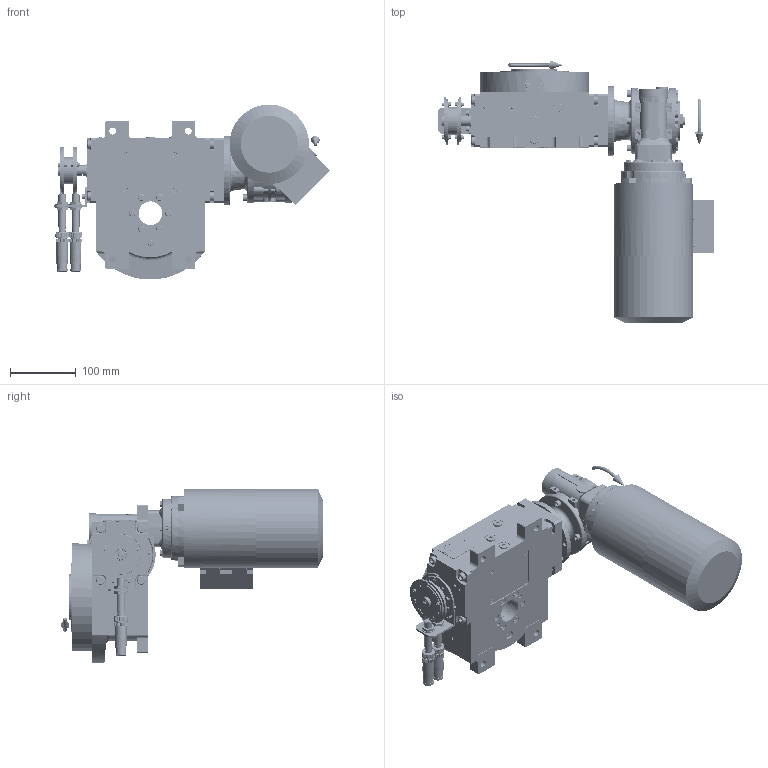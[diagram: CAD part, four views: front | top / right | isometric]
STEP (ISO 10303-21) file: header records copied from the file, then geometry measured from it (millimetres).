
FILE_DESCRIPTION (( 'STEP AP203' ), '1' );
FILE_NAME ('PC5201743.step', '2025-12-10T15:45:33', ( '' ), ( '' ), 'SwSTEP 2.0', 'SolidWorks 2020', '' );
FILE_SCHEMA (( 'CONFIG_CONTROL_DESIGN' ));
Length unit declared in the file: millimetre
Products named in the file (86): cfn2115_02_194; cfn2010_02_002; cfn2077_01_018; rig04_004_s_001; cfn2000_01_151; AS_rig04_071_10_m; rig04_005; cfn2000_01_129; cfn2003_01_063; cfn2128_04_011; PC5201743; cfn2401_02_005; cfn2070_05_001; cfn2055_01_002; cfn2476_01_001_48x38; rig04_004_s_002; cfn2155_01_007; AS_rig04_015; rig04_001_a_001; 900_00_00_005; cfn2356_03_051; cfn2000_01_147; AS_cfn2476_01_001_48x38; AS_900_38_10_028; BM63B14; rig04_014_s_005; cfn2151_01_087; cfn2400_04_024; rig04_002_bl_004; cfn2104_02_017; cfn2115_02_213; RMI40_F1_LCB_SX_63B14; cfn2115_02_182; rig04_015; cfn2000_01_184; cfn2155_01_038; AS_rig04_004_s_001; cfn2155_01_186; cfn2151_01_092; rig04_004 ...
Assembly tree (89 placements, depth 3):
  cfn2077_01_018
  PC5201743
    rig04_001_a_001
    AS_cfn2476_01_001_48x38
      cfn2476_01_001_48x38
      cfn2107_01_001
      cfn2107_01_001
    AS_rig04_071_10_m
      rig04_005
      rig04_003_10
      cfn2155_01_007
      rig06_021
      cfn2010_02_002
      cfn2000_01_185
      cfn2000_01_185
      cfn2104_02_017
      cfn2000_01_147  x8
      cfn2104_01_016  x2
    AS_rig04_014_s_005
      rig04_014_s_005
      cfn2000_01_151
      cfn2000_01_151
      cfn2000_01_151
      cfn2000_01_151
      cfn2000_01_151
      cfn2000_01_151
      cfn2155_01_186
    AS_rig04_004_s_002
      rig04_004_s_002
      cfn2155_01_038
      cfn2070_05_001
      cfn2000_01_129
      cfn2000_01_129  x2
      cfn2000_01_129
    AS_rig04_004
      rig04_004
      cfn2155_01_055
      cfn2070_05_001
      cfn2000_01_129  x2
      cfn2000_01_129
      cfn2000_01_129
    AS_rig04_002_bl_004
      rig04_002_bl_004
      cfn2115_02_182
    AS_rig04_004_s_001
      rig04_004_s_001
      cfn2000_01_129
      cfn2000_01_129
      cfn2000_01_129  x2
    cfn2128_04_011
    cfn2128_04_011
    cfn2128_04_011
    cfn2128_05_006
    AS_rig04_015
      rig04_015
      cfn2003_01_063
      cfn2003_01_063
      cfn2003_01_063
      cfn2003_01_063
    freccia_angolare_albero
Bounding box: 420.63 x 399.49 x 266.39 mm (x, y, z)
Volume: 4794021.8 mm3; surface area: 778887.4 mm2
Topology: 91 solids, 91 shells, 6100 faces, 15443 edges, 9823 vertices
Faces by surface type: plane 2821, cylinder 2083, cone 1009, torus 163, bspline 18, sphere 6
Entity records: 164479 total; most frequent: CARTESIAN_POINT 39241, DIRECTION 24588, ORIENTED_EDGE 24020, EDGE_CURVE 12010, AXIS2_PLACEMENT_3D 9072, VERTEX_POINT 7717, VECTOR 6444, LINE 6444
